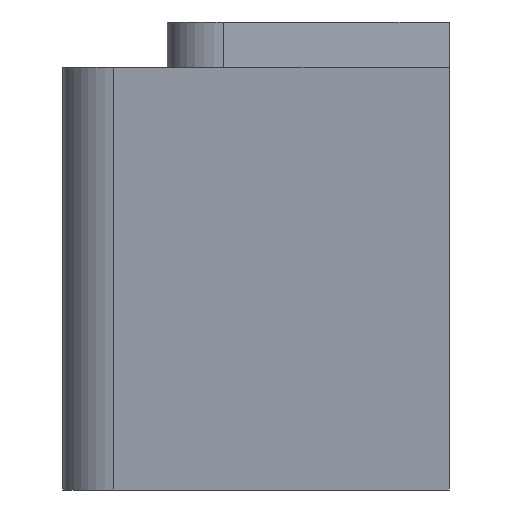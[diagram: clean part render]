
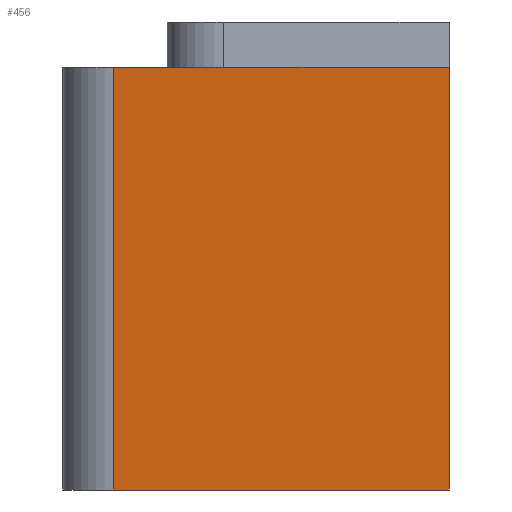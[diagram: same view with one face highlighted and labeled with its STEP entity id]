
A CAD part, left-side view. The second image highlights one B-rep face of the part: STEP entity #456.
In plain terms, the highlighted planar face has unit normal (-0.99, 0.139, 0).
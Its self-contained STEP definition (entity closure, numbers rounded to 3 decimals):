
#23=DIRECTION('',(-0.139,-0.99,0.));
#24=VECTOR('',#23,60.046);
#25=CARTESIAN_POINT('',(-129.773,59.461,0.));
#26=LINE('',#25,#24);
#52=DIRECTION('',(0.,0.,1.));
#53=VECTOR('',#52,75.);
#54=CARTESIAN_POINT('',(-138.13,0.,0.));
#55=LINE('',#54,#53);
#82=DIRECTION('',(-0.139,-0.99,0.));
#83=VECTOR('',#82,60.046);
#84=CARTESIAN_POINT('',(-129.773,59.461,75.));
#85=LINE('',#84,#83);
#162=DIRECTION('',(0.,0.,1.));
#163=VECTOR('',#162,75.);
#164=CARTESIAN_POINT('',(-129.773,59.461,0.));
#165=LINE('',#164,#163);
#197=CARTESIAN_POINT('',(-129.773,59.461,0.));
#198=VERTEX_POINT('',#197);
#199=CARTESIAN_POINT('',(-138.13,0.,0.));
#200=VERTEX_POINT('',#199);
#207=CARTESIAN_POINT('',(-129.773,59.461,75.));
#208=VERTEX_POINT('',#207);
#209=CARTESIAN_POINT('',(-138.13,0.,75.));
#210=VERTEX_POINT('',#209);
#444=CARTESIAN_POINT('',(-129.773,59.461,0.));
#445=DIRECTION('',(-0.99,0.139,0.));
#446=DIRECTION('',(-0.139,-0.99,0.));
#447=AXIS2_PLACEMENT_3D('',#444,#445,#446);
#448=PLANE('',#447);
#449=ORIENTED_EDGE('',*,*,#266,.F.);
#451=ORIENTED_EDGE('',*,*,#450,.T.);
#452=ORIENTED_EDGE('',*,*,#344,.T.);
#453=ORIENTED_EDGE('',*,*,#323,.F.);
#454=EDGE_LOOP('',(#449,#451,#452,#453));
#455=FACE_OUTER_BOUND('',#454,.F.);
#456=ADVANCED_FACE('',(#455),#448,.T.);
#266=EDGE_CURVE('',#198,#200,#26,.T.);
#323=EDGE_CURVE('',#200,#210,#55,.T.);
#344=EDGE_CURVE('',#208,#210,#85,.T.);
#450=EDGE_CURVE('',#198,#208,#165,.T.);
